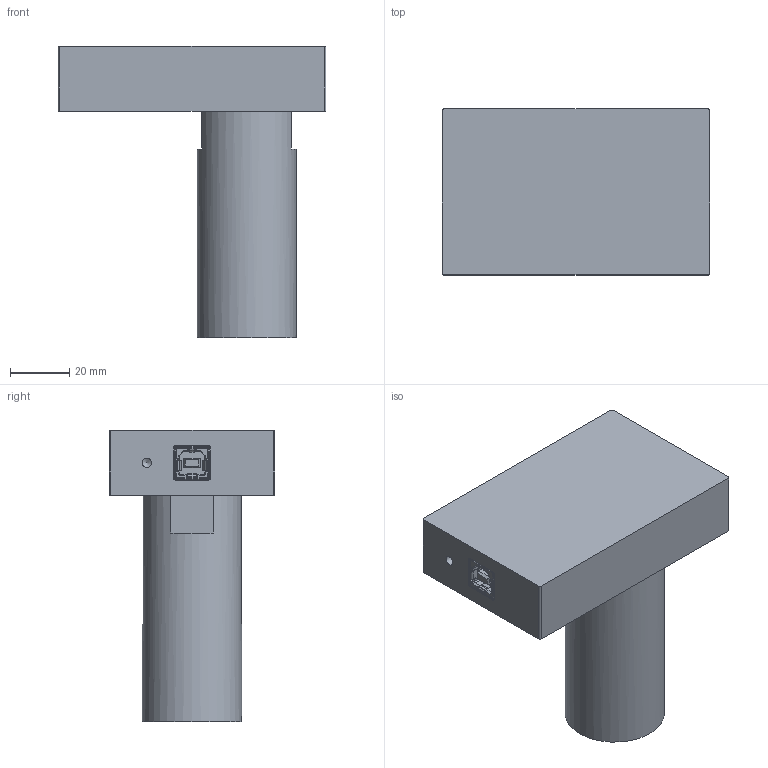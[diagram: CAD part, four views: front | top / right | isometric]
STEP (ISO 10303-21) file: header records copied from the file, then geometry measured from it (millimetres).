
FILE_DESCRIPTION(/* description */ (''),/* implementation_level */ '2;1');
FILE_NAME(/* name */ 'Pasif_USB_2.0_Simplify.stp',/* time_stamp */ '2025-04-25T14:43:10-04:00',/* author */ ('djm.electronics'),/* organization */ (''),/* preprocessor_version */ 'ST-DEVELOPER v20',/* originating_system */ 'Autodesk Inventor 2025',/* authorisation */ '');
FILE_SCHEMA (('AUTOMOTIVE_DESIGN { 1 0 10303 214 3 1 1 }'));
Length unit declared in the file: inch
Products named in the file (3): Pasif_USB_2.0_Simplify; Pasif_USB_2.0_Simplify_1; Pasif-PIPE
Assembly tree (2 placements, depth 2):
  Pasif_USB_2.0_Simplify
    Pasif_USB_2.0_Simplify_1
    Pasif-PIPE
Bounding box: 90.17 x 55.88 x 98.04 mm (x, y, z)
Volume: 145652.2 mm3; surface area: 36004.5 mm2
Topology: 2 solids, 288 shells, 581 faces, 2365 edges, 2065 vertices
Faces by surface type: plane 386, cylinder 182, cone 9, bspline 4
Full cylindrical faces by diameter (mm): 3.175 x1, 19.05 x1, 24.028 x1, 25.349 x1, 25.654 x1, 33.401 x1
Entity records: 26730 total; most frequent: CARTESIAN_POINT 6780, DIRECTION 3802, ORIENTED_EDGE 3182, EDGE_CURVE 2362, VERTEX_POINT 2065, LINE 1808, VECTOR 1808, AXIS2_PLACEMENT_3D 997
